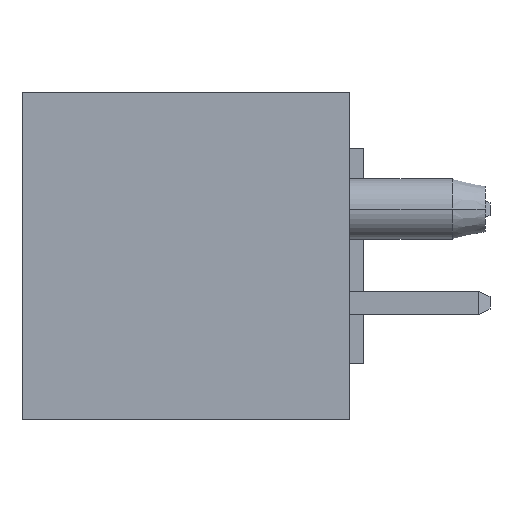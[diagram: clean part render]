
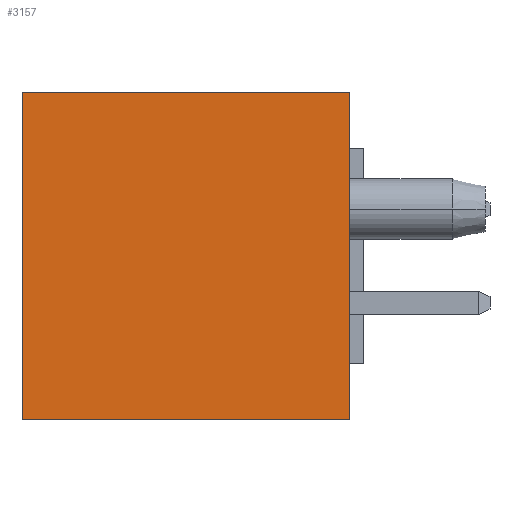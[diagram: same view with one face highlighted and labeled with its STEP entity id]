
A CAD part, left-side view. The second image highlights one B-rep face of the part: STEP entity #3157.
In plain terms, the highlighted planar face has unit normal (-1, 0, 0).
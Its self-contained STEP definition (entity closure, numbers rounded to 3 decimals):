
#1=DIRECTION('',(0.,-1.,0.));
#2=VECTOR('',#1,8.89);
#3=CARTESIAN_POINT('',(-10.16,8.89,-4.445));
#4=LINE('',#3,#2);
#17=DIRECTION('',(0.,0.,1.));
#18=VECTOR('',#17,8.89);
#19=CARTESIAN_POINT('',(-10.16,8.89,-4.445));
#20=LINE('',#19,#18);
#82=DIRECTION('',(0.,-1.,0.));
#83=VECTOR('',#82,8.89);
#84=CARTESIAN_POINT('',(-10.16,8.89,4.445));
#85=LINE('',#84,#83);
#446=DIRECTION('',(0.,0.,1.));
#447=VECTOR('',#446,8.89);
#448=CARTESIAN_POINT('',(-10.16,0.,-4.445));
#449=LINE('',#448,#447);
#2407=CARTESIAN_POINT('',(-10.16,8.89,-4.445));
#2408=CARTESIAN_POINT('',(-10.16,0.,-4.445));
#2409=VERTEX_POINT('',#2407);
#2410=VERTEX_POINT('',#2408);
#2415=CARTESIAN_POINT('',(-10.16,8.89,4.445));
#2416=CARTESIAN_POINT('',(-10.16,0.,4.445));
#2417=VERTEX_POINT('',#2415);
#2418=VERTEX_POINT('',#2416);
#3143=CARTESIAN_POINT('',(-10.16,8.89,-4.445));
#3144=DIRECTION('',(-1.,0.,0.));
#3145=DIRECTION('',(0.,-1.,0.));
#3146=AXIS2_PLACEMENT_3D('',#3143,#3144,#3145);
#3147=PLANE('',#3146);
#3148=ORIENTED_EDGE('',*,*,#3132,.F.);
#3150=ORIENTED_EDGE('',*,*,#3149,.T.);
#3152=ORIENTED_EDGE('',*,*,#3151,.T.);
#3154=ORIENTED_EDGE('',*,*,#3153,.F.);
#3155=EDGE_LOOP('',(#3148,#3150,#3152,#3154));
#3156=FACE_OUTER_BOUND('',#3155,.F.);
#3157=ADVANCED_FACE('',(#3156),#3147,.T.);
#3132=EDGE_CURVE('',#2409,#2410,#4,.T.);
#3149=EDGE_CURVE('',#2409,#2417,#20,.T.);
#3151=EDGE_CURVE('',#2417,#2418,#85,.T.);
#3153=EDGE_CURVE('',#2410,#2418,#449,.T.);
